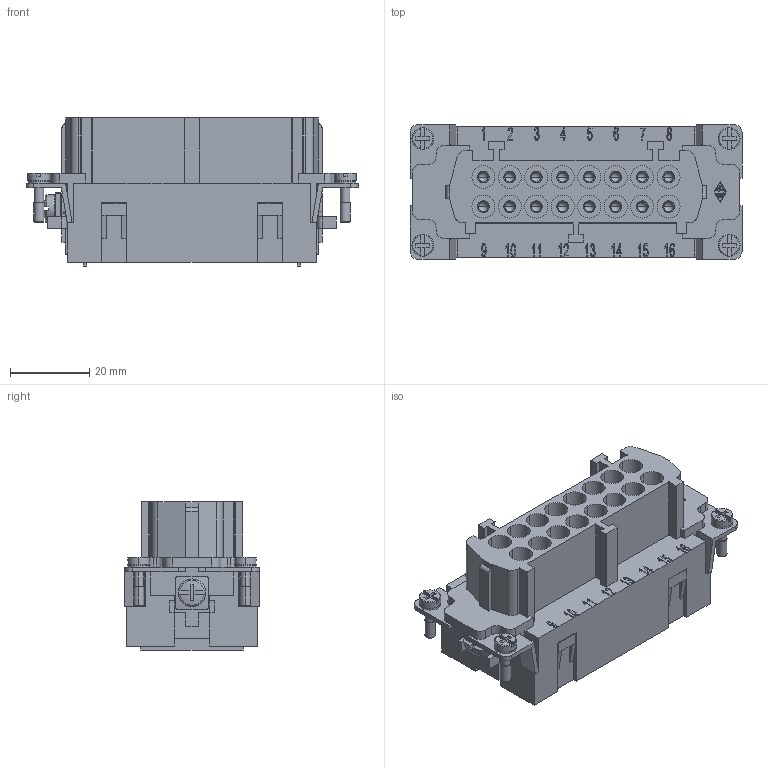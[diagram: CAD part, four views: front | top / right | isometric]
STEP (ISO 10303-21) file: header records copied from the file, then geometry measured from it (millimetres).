
FILE_DESCRIPTION(('Creo Elements/Direct Modeling STEP Export'),'2;1');
FILE_NAME('JSEF 16.stp','2014-08-01T10:18:28',(''),(''),'Creo Elements/Direct Modeling STEP processor for AP214 (Solid Model)','Creo Elements/Direct Modeling 18.0B 02-Dec-2011 (C) Parametric Technology GmbH','');
FILE_SCHEMA(('AUTOMOTIVE_DESIGN { 1 0 10303 214 1 1 1 1 }'));
Length unit declared in the file: millimetre
Products named in the file (2): CSEF_Kontakteinsätze_mit_Käfigzugfederanschluss; JSEF_16.stp
Assembly tree (1 placements, depth 2):
  JSEF_16.stp
    CSEF_Kontakteinsätze_mit_Käfigzugfederanschluss
Bounding box: 84 x 34 x 37.5 mm (x, y, z)
Volume: 54092.5 mm3; surface area: 23805.7 mm2
Topology: 1 solids, 1 shells, 1596 faces, 4299 edges, 2837 vertices
Faces by surface type: plane 930, bspline 308, cylinder 294, sphere 34, cone 16, torus 14
Entity records: 50858 total; most frequent: CARTESIAN_POINT 13379, ORIENTED_EDGE 8526, DIRECTION 6394, EDGE_CURVE 4263, VECTOR 2846, LINE 2846, VERTEX_POINT 2835, EDGE_LOOP 1778
